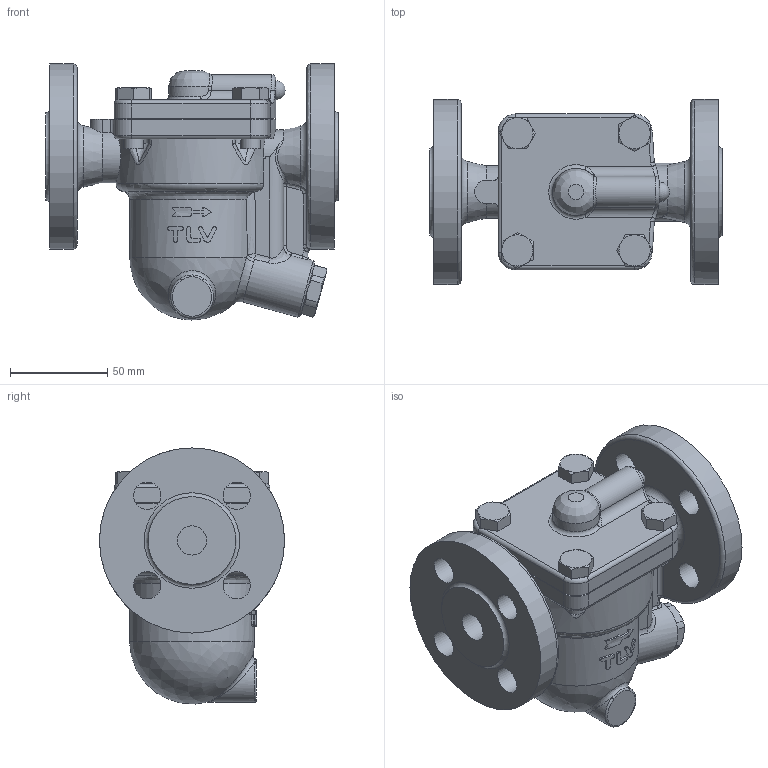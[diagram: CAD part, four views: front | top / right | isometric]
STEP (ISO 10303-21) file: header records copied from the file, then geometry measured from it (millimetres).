
FILE_DESCRIPTION((''),'2;1');
FILE_NAME('j3sx0-015-e0025-00.stp','2012-07-26T10:20:06',('nakaot'),(''),'Autodesk Inventor 2012','Autodesk Inventor 2012','');
FILE_SCHEMA(('AUTOMOTIVE_DESIGN { 1 0 10303 214 1 1 1 1 }'));
Length unit declared in the file: millimetre
Products named in the file (1): j3sx0-015-e0025-00
Bounding box: 150 x 95 x 131.46 mm (x, y, z)
Volume: 702285.1 mm3; surface area: 94387.7 mm2
Topology: 1 solids, 1 shells, 330 faces, 829 edges, 517 vertices
Faces by surface type: plane 103, cylinder 100, bspline 51, cone 43, torus 29, sphere 4
Full cylindrical faces by diameter (mm): 10 x8, 12 x4, 14 x8, 15 x2, 30 x1, 56.5 x1, 95 x2
Entity records: 12930 total; most frequent: CARTESIAN_POINT 5741, ORIENTED_EDGE 1542, DIRECTION 1372, EDGE_CURVE 771, AXIS2_PLACEMENT_3D 576, VERTEX_POINT 498, EDGE_LOOP 409, FACE_OUTER_BOUND 330
